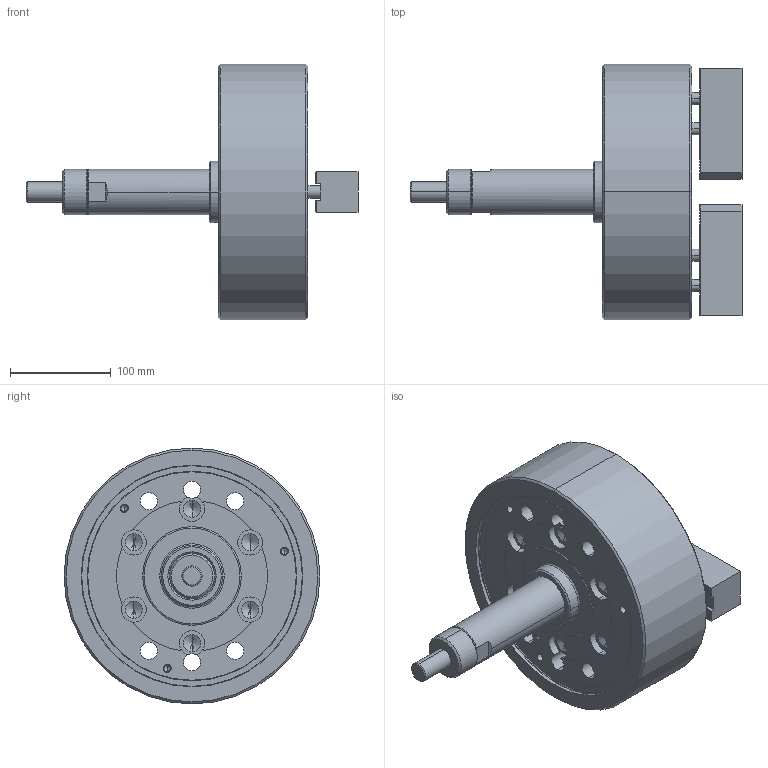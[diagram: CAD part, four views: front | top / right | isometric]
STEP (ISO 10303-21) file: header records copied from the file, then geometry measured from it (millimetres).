
FILE_DESCRIPTION (( 'STEP AP203' ), '1' );
FILE_NAME ('CF-2M-10.STEP', '2020-01-13T08:58:05', ( 'temp' ), ( '' ), 'SwSTEP 2.0', 'SolidWorks 2016', '' );
FILE_SCHEMA (( 'CONFIG_CONTROL_DESIGN' ));
Length unit declared in the file: metre
Products named in the file (11): CF-3P-10-06010; CF-2M-10-02000; CF-2M-10; 2M-10防塵蓋; 圓頭內六角螺栓_M5x12; SJ-10; M12x30; M16x20; CF-3P-10-05010; CF-3P-10-07010; CF-2M-10-0100G
Assembly tree (18 placements, depth 2):
  CF-2M-10
    CF-2M-10-0100G
    CF-2M-10-02000
    2M-10防塵蓋
    圓頭內六角螺栓_M5x12  x4
    SJ-10  x2
    M12x30  x4
    M16x20  x2
    CF-3P-10-05010
    CF-3P-10-07010
    CF-3P-10-06010
Bounding box: 329.68 x 254 x 254 mm (x, y, z)
Volume: 4444949.4 mm3; surface area: 411726.8 mm2
Topology: 18 solids, 18 shells, 1773 faces, 4935 edges, 3210 vertices
Faces by surface type: plane 1134, cylinder 477, cone 150, torus 12
Entity records: 32498 total; most frequent: CARTESIAN_POINT 6651, ORIENTED_EDGE 5370, DIRECTION 4819, EDGE_CURVE 2685, VECTOR 1845, LINE 1845, VERTEX_POINT 1763, AXIS2_PLACEMENT_3D 1487
